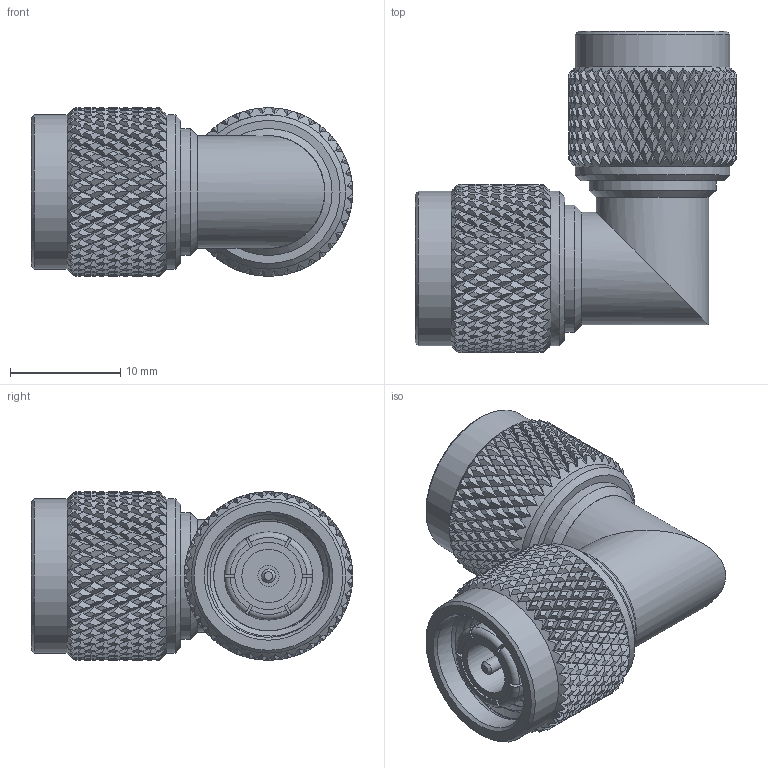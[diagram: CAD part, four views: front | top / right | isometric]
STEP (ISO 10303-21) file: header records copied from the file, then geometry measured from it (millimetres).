
FILE_DESCRIPTION (( 'STEP AP203' ), '1' );
FILE_NAME ('PE9560_3D.step', '2022-04-19T22:06:43', ( '' ), ( '' ), 'SwSTEP 2.0', 'SolidWorks 2021', '' );
FILE_SCHEMA (( 'CONFIG_CONTROL_DESIGN' ));
Length unit declared in the file: inch
Products named in the file (1): PE9560_3D
Bounding box: 29.09 x 29.09 x 15.24 mm (x, y, z)
Volume: 4812.2 mm3; surface area: 4320.6 mm2
Topology: 1 solids, 1 shells, 3754 faces, 7980 edges, 4242 vertices
Faces by surface type: bspline 2886, cylinder 694, cone 96, plane 66, torus 12
Full cylindrical faces by diameter (mm): 1.27 x2, 1.905 x2, 4.826 x2, 7.976 x2, 10.16 x2, 11.113 x12, 11.496 x2, 13.97 x4
Entity records: 159431 total; most frequent: CARTESIAN_POINT 111525, ORIENTED_EDGE 15798, EDGE_CURVE 7899, VERTEX_POINT 4205, EDGE_LOOP 3788, FACE_OUTER_BOUND 3760, ADVANCED_FACE 3742, B_SPLINE_CURVE_WITH_KNOTS 3632
